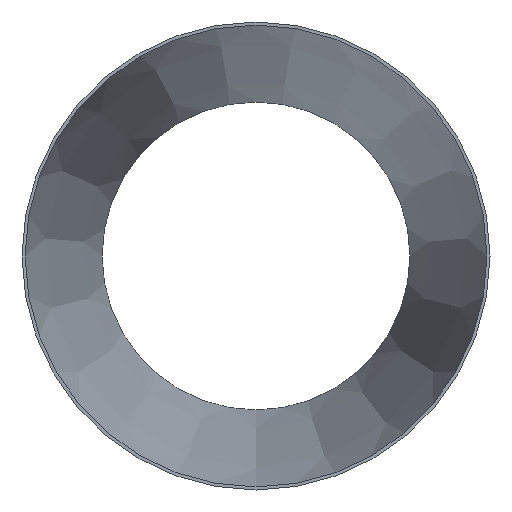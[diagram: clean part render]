
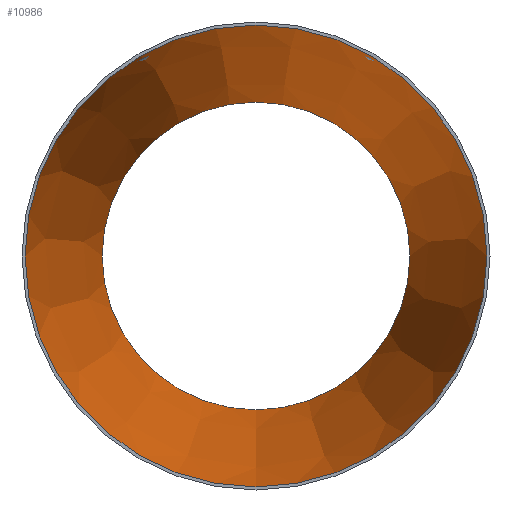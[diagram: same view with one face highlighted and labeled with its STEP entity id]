
A CAD part, front view. The second image highlights one B-rep face of the part: STEP entity #10986.
In plain terms, the highlighted conical face has half-angle 9.462 degrees and reference radius 149.972 mm.
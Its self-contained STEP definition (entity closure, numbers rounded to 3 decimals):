
#543 = FACE_OUTER_BOUND ( 'NONE', #7459, .T. ) ;
#791 = ORIENTED_EDGE ( 'NONE', *, *, #4648, .F. ) ;
#1210 = EDGE_CURVE ( 'NONE', #14134, #14134, #9842, .T. ) ;
#1700 = CARTESIAN_POINT ( 'NONE',  ( 0., 300., -99.972 ) ) ;
#2394 = AXIS2_PLACEMENT_3D ( 'NONE', #8315, #4927, #12012 ) ;
#2897 = CIRCLE ( 'NONE', #15872, 99.972 ) ;
#3732 = ORIENTED_EDGE ( 'NONE', *, *, #1210, .T. ) ;
#4648 = EDGE_CURVE ( 'NONE', #17364, #17364, #2897, .T. ) ;
#4917 = CONICAL_SURFACE ( 'NONE', #15281, 149.972, 0.165 ) ;
#4927 = DIRECTION ( 'NONE',  ( 0., -1., 0. ) ) ;
#5064 = CARTESIAN_POINT ( 'NONE',  ( 0., 300., 0. ) ) ;
#5089 = CARTESIAN_POINT ( 'NONE',  ( 0., 0., -149.972 ) ) ;
#5805 = DIRECTION ( 'NONE',  ( 0., 0., -1. ) ) ;
#6144 = DIRECTION ( 'NONE',  ( 0., -1., 0. ) ) ;
#6939 = DIRECTION ( 'NONE',  ( 0., -1., 0. ) ) ;
#7459 = EDGE_LOOP ( 'NONE', ( #3732 ) ) ;
#7886 = CARTESIAN_POINT ( 'NONE',  ( 0., 0., 0. ) ) ;
#8315 = CARTESIAN_POINT ( 'NONE',  ( 0., 0., 0. ) ) ;
#8905 = DIRECTION ( 'NONE',  ( 0., 0., -1. ) ) ;
#9842 = CIRCLE ( 'NONE', #2394, 149.972 ) ;
#10986 = ADVANCED_FACE ( 'NONE', ( #16559, #543 ), #4917, .F. ) ;
#12012 = DIRECTION ( 'NONE',  ( 0., 0., -1. ) ) ;
#14134 = VERTEX_POINT ( 'NONE', #5089 ) ;
#15281 = AXIS2_PLACEMENT_3D ( 'NONE', #7886, #6144, #5805 ) ;
#15872 = AXIS2_PLACEMENT_3D ( 'NONE', #5064, #6939, #8905 ) ;
#16559 = FACE_BOUND ( 'NONE', #17005, .T. ) ;
#17005 = EDGE_LOOP ( 'NONE', ( #791 ) ) ;
#17364 = VERTEX_POINT ( 'NONE', #1700 ) ;
